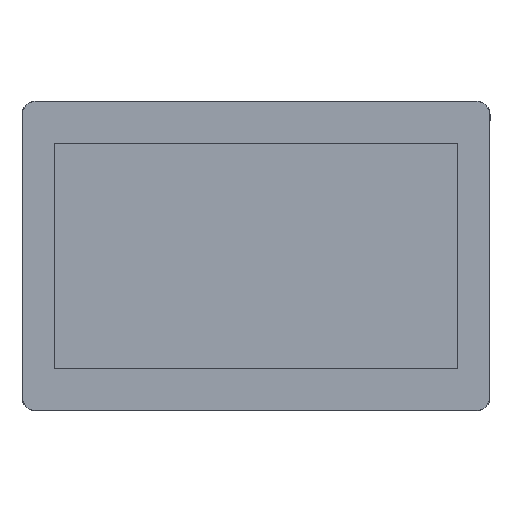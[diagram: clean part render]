
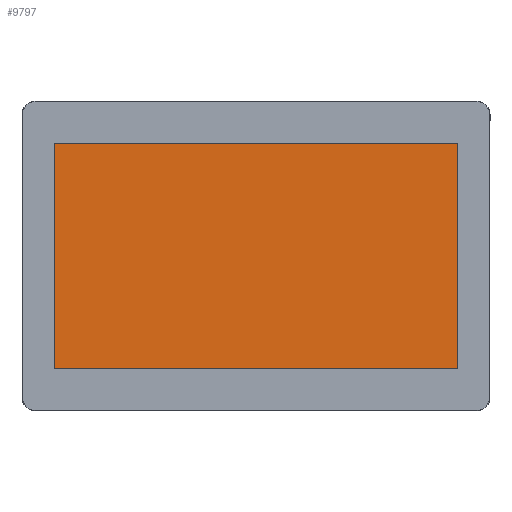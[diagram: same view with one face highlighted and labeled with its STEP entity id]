
A CAD part, top view. The second image highlights one B-rep face of the part: STEP entity #9797.
In plain terms, the highlighted planar face has unit normal (0, 0, 1).
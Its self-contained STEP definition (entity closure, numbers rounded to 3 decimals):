
#692=FACE_OUTER_BOUND('',#1217,.T.);
#1217=EDGE_LOOP('',(#7881,#7882,#7883,#7884));
#2186=LINE('',#15099,#3465);
#2190=LINE('',#15107,#3469);
#2193=LINE('',#15113,#3472);
#2196=LINE('',#15118,#3475);
#3465=VECTOR('',#12366,10.);
#3469=VECTOR('',#12372,10.);
#3472=VECTOR('',#12377,10.);
#3475=VECTOR('',#12382,10.);
#4516=VERTEX_POINT('',#15097);
#4517=VERTEX_POINT('',#15098);
#4520=VERTEX_POINT('',#15106);
#4522=VERTEX_POINT('',#15112);
#5696=EDGE_CURVE('',#4516,#4517,#2186,.T.);
#5700=EDGE_CURVE('',#4517,#4520,#2190,.T.);
#5703=EDGE_CURVE('',#4520,#4522,#2193,.T.);
#5706=EDGE_CURVE('',#4522,#4516,#2196,.T.);
#7881=ORIENTED_EDGE('',*,*,#5706,.T.);
#7882=ORIENTED_EDGE('',*,*,#5696,.T.);
#7883=ORIENTED_EDGE('',*,*,#5700,.T.);
#7884=ORIENTED_EDGE('',*,*,#5703,.T.);
#9318=PLANE('',#10651);
#9797=ADVANCED_FACE('',(#692),#9318,.T.);
#10651=AXIS2_PLACEMENT_3D('',#15120,#12384,#12385);
#12366=DIRECTION('',(1.,0.,0.));
#12372=DIRECTION('',(0.,1.,0.));
#12377=DIRECTION('',(-1.,0.,0.));
#12382=DIRECTION('',(0.,-1.,0.));
#12384=DIRECTION('center_axis',(0.,0.,1.));
#12385=DIRECTION('ref_axis',(1.,0.,0.));
#15097=CARTESIAN_POINT('',(12.984,16.619,1.1));
#15098=CARTESIAN_POINT('',(167.994,16.619,1.1));
#15099=CARTESIAN_POINT('',(12.984,16.619,1.1));
#15106=CARTESIAN_POINT('',(167.994,103.339,1.1));
#15107=CARTESIAN_POINT('',(167.994,16.619,1.1));
#15112=CARTESIAN_POINT('',(12.984,103.339,1.1));
#15113=CARTESIAN_POINT('',(167.994,103.339,1.1));
#15118=CARTESIAN_POINT('',(12.984,103.339,1.1));
#15120=CARTESIAN_POINT('Origin',(90.489,59.979,1.1));
